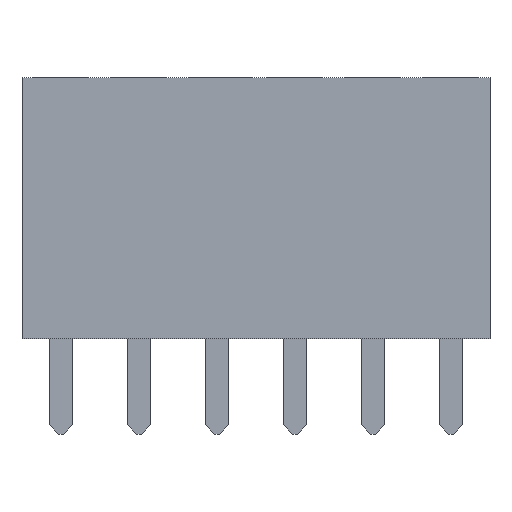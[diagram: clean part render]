
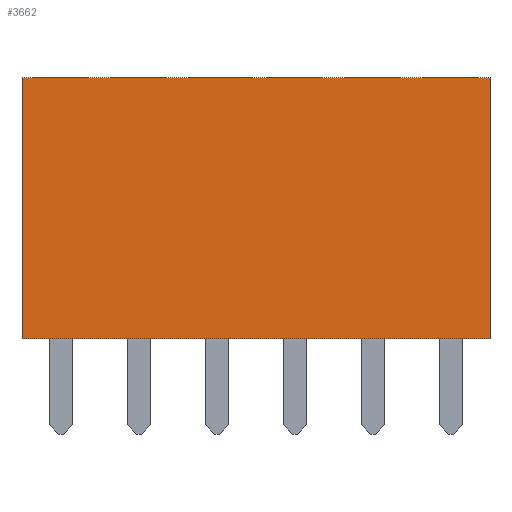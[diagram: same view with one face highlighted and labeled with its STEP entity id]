
A CAD part, front view. The second image highlights one B-rep face of the part: STEP entity #3662.
In plain terms, the highlighted planar face has unit normal (0, -1, 0).
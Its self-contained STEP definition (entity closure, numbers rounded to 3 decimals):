
#138=FACE_OUTER_BOUND('',#368,.T.);
#368=EDGE_LOOP('',(#2707,#2708,#2709,#2710));
#573=LINE('',#5135,#1077);
#602=LINE('',#5194,#1106);
#661=LINE('',#5315,#1165);
#665=LINE('',#5322,#1169);
#1077=VECTOR('',#4164,10.);
#1106=VECTOR('',#4201,10.);
#1165=VECTOR('',#4322,10.);
#1169=VECTOR('',#4330,10.);
#1563=VERTEX_POINT('',#5132);
#1564=VERTEX_POINT('',#5134);
#1590=VERTEX_POINT('',#5193);
#1621=VERTEX_POINT('',#5314);
#1901=EDGE_CURVE('',#1563,#1564,#573,.T.);
#1930=EDGE_CURVE('',#1564,#1590,#602,.T.);
#1989=EDGE_CURVE('',#1621,#1590,#661,.T.);
#1993=EDGE_CURVE('',#1621,#1563,#665,.T.);
#2707=ORIENTED_EDGE('',*,*,#1989,.T.);
#2708=ORIENTED_EDGE('',*,*,#1930,.F.);
#2709=ORIENTED_EDGE('',*,*,#1901,.F.);
#2710=ORIENTED_EDGE('',*,*,#1993,.F.);
#3438=PLANE('',#3914);
#3662=ADVANCED_FACE('',(#138),#3438,.T.);
#3914=AXIS2_PLACEMENT_3D('',#5391,#4402,#4403);
#4164=DIRECTION('',(1.,0.,0.));
#4201=DIRECTION('',(0.,0.,-1.));
#4322=DIRECTION('',(1.,0.,0.));
#4330=DIRECTION('',(0.,0.,1.));
#4402=DIRECTION('center_axis',(0.,-1.,0.));
#4403=DIRECTION('ref_axis',(1.,0.,0.));
#5132=CARTESIAN_POINT('',(-7.62,-2.52,8.6));
#5134=CARTESIAN_POINT('',(7.62,-2.52,8.6));
#5135=CARTESIAN_POINT('',(-7.62,-2.52,8.6));
#5193=CARTESIAN_POINT('',(7.62,-2.52,0.1));
#5194=CARTESIAN_POINT('',(7.62,-2.52,0.1));
#5314=CARTESIAN_POINT('',(-7.62,-2.52,0.1));
#5315=CARTESIAN_POINT('',(-7.62,-2.52,0.1));
#5322=CARTESIAN_POINT('',(-7.62,-2.52,0.1));
#5391=CARTESIAN_POINT('Origin',(-7.62,-2.52,0.1));
